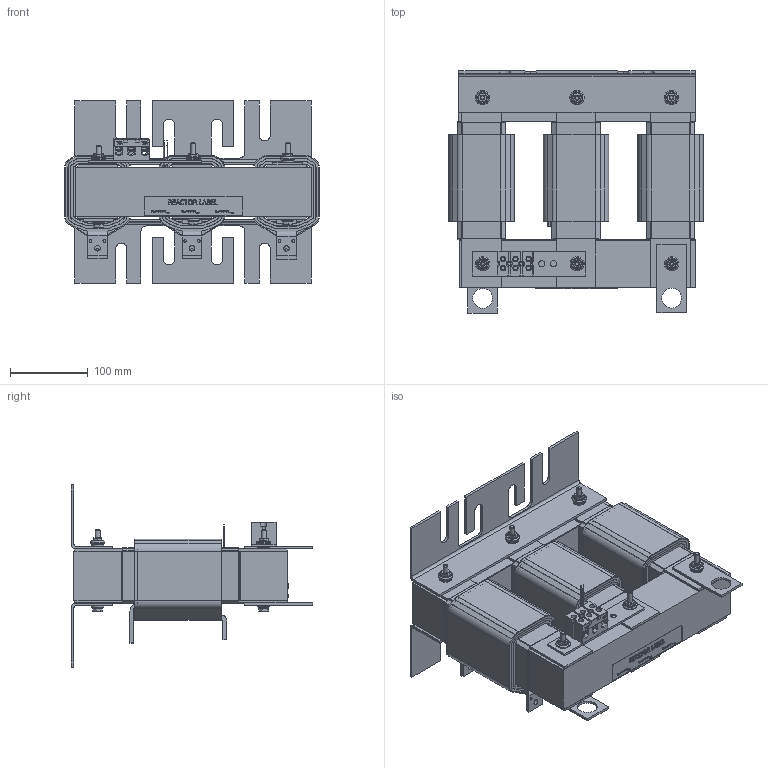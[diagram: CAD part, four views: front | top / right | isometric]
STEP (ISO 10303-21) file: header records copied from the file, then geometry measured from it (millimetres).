
FILE_DESCRIPTION(/* description */ (''),/* implementation_level */ '2;1');
FILE_NAME(/* name */ 'KTRMG80A.stp',/* time_stamp */ '2020-08-03T07:42:43-05:00',/* author */ ('jnelson'),/* organization */ (''),/* preprocessor_version */ 'ST-DEVELOPER v17',/* originating_system */ 'Autodesk Inventor 2019',/* authorisation */ '');
FILE_SCHEMA (('AUTOMOTIVE_DESIGN { 1 0 10303 214 3 1 1 }'));
Length unit declared in the file: inch
Products named in the file (21): ktrmg80a; 24153; 15178; 21513-2.50; 24263-REV-NR; 15309; 30097- LARGE  BLANK  (REACTOR); 1505-1763-4495 ASSEMBLY; 3935; 31553; 28453; 28453_1; 11923insert-hex head; 11923-1; 11923-HEX SCREW; 29477-SHORT LEADS; 1763-4495 ASSEMBLY; 4495; 1763; 1505; 31615
Assembly tree (48 placements, depth 4):
  ktrmg80a
    21513-2.50  x2
    15178  x2
    24153  x3
    24263-REV-NR  x2
    15309  x2
    30097- LARGE  BLANK  (REACTOR)
    1505-1763-4495 ASSEMBLY  x4
      4495
      1763
      1505
    1763-4495 ASSEMBLY  x8
      4495
      1763
    3935  x6
    31553
    28453
      28453_1
      11923insert-hex head  x3
        11923-1
        11923-HEX SCREW
    29477-SHORT LEADS
    1505  x2
    31615
Bounding box: 328.93 x 312.17 x 234.95 mm (x, y, z)
Volume: 5910044.3 mm3; surface area: 1467582.5 mm2
Topology: 67 solids, 67 shells, 2264 faces, 5913 edges, 3839 vertices
Faces by surface type: plane 1220, cylinder 776, bspline 210, cone 42, torus 12, sphere 4
Full cylindrical faces by diameter (mm): 0.762 x2, 1.524 x2, 3.505 x12, 4.166 x2, 4.496 x3, 4.724 x2, 5.172 x30, 6.147 x12, 6.35 x42, 6.604 x6, 7.01 x6, 7.112 x6, 7.137 x12, 7.62 x12, 8.128 x4, 8.636 x6, 9.652 x2, 10.312 x6, 12.7 x12, 15.875 x12, 18.491 x6, 25.4 x2
Entity records: 40185 total; most frequent: CARTESIAN_POINT 11229, ORIENTED_EDGE 6164, DIRECTION 5164, EDGE_CURVE 3082, LINE 2120, VECTOR 2120, VERTEX_POINT 2030, AXIS2_PLACEMENT_3D 1522
